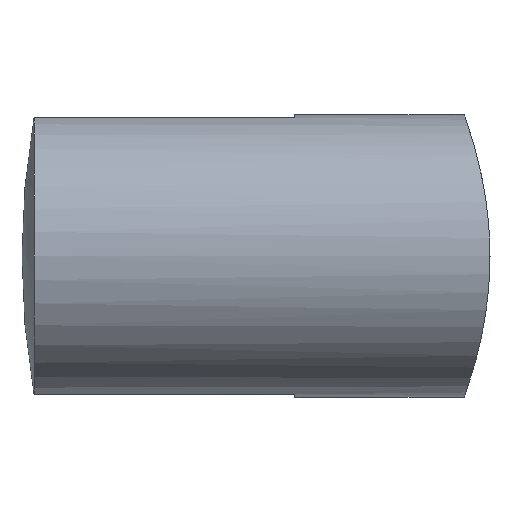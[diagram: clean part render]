
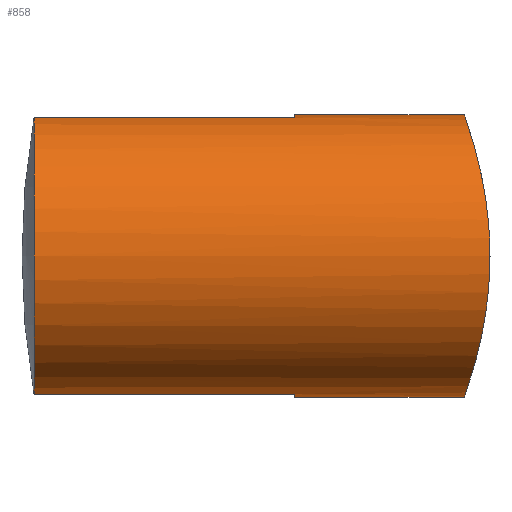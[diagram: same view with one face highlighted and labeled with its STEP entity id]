
A CAD part, left-side view. The second image highlights one B-rep face of the part: STEP entity #858.
In plain terms, the highlighted cylindrical face has radius 15 mm (diameter 30 mm), a full revolution.
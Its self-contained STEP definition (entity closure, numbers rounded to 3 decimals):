
#68=B_SPLINE_CURVE_WITH_KNOTS('',3,(#1466,#1467,#1468,#1469,#1470,#1471,
#1472,#1473,#1474,#1475,#1476,#1477,#1478,#1479,#1480,#1481,#1482,#1483,
#1484,#1485,#1486,#1487,#1488,#1489,#1490,#1491,#1492),.UNSPECIFIED.,.F.,
 .F.,(4,2,2,2,2,2,3,2,2,2,2,2,4),(6.845,7.13,7.415,
7.985,8.556,8.841,9.127,9.412,
9.697,10.268,10.838,11.123,11.408),
 .UNSPECIFIED.);
#69=B_SPLINE_CURVE_WITH_KNOTS('',3,(#1494,#1495,#1496,#1497,#1498,#1499,
#1500,#1501,#1502,#1503,#1504,#1505,#1506,#1507),.UNSPECIFIED.,.F.,.F.,
(4,2,2,2,2,2,4),(4.563,4.849,5.134,5.704,
6.275,6.56,6.845),.UNSPECIFIED.);
#70=B_SPLINE_CURVE_WITH_KNOTS('',3,(#1508,#1509,#1510,#1511,#1512,#1513,
#1514,#1515,#1516,#1517,#1518,#1519,#1520,#1521),.UNSPECIFIED.,.F.,.F.,
(4,2,2,2,2,2,4),(2.282,2.567,2.852,3.422,
3.993,4.278,4.563),.UNSPECIFIED.);
#80=CYLINDRICAL_SURFACE('',#1003,15.);
#117=FACE_OUTER_BOUND('',#176,.T.);
#176=EDGE_LOOP('',(#712,#713,#714,#715,#716,#717,#718,#719,#720,#721));
#209=CIRCLE('',#988,15.);
#210=CIRCLE('',#991,15.);
#211=CIRCLE('',#992,15.);
#252=LINE('',#1451,#322);
#256=LINE('',#1459,#326);
#278=LINE('',#1571,#348);
#322=VECTOR('',#1137,10.);
#326=VECTOR('',#1141,10.);
#348=VECTOR('',#1199,15.);
#397=VERTEX_POINT('',#1449);
#398=VERTEX_POINT('',#1450);
#401=VERTEX_POINT('',#1456);
#402=VERTEX_POINT('',#1458);
#403=VERTEX_POINT('',#1464);
#404=VERTEX_POINT('',#1465);
#405=VERTEX_POINT('',#1493);
#406=VERTEX_POINT('',#1523);
#490=EDGE_CURVE('',#397,#398,#252,.T.);
#494=EDGE_CURVE('',#402,#401,#256,.T.);
#496=EDGE_CURVE('',#398,#402,#209,.T.);
#497=EDGE_CURVE('',#403,#404,#68,.T.);
#498=EDGE_CURVE('',#405,#403,#69,.T.);
#499=EDGE_CURVE('',#404,#405,#70,.T.);
#500=EDGE_CURVE('',#401,#406,#210,.T.);
#505=EDGE_CURVE('',#406,#397,#211,.T.);
#524=EDGE_CURVE('',#406,#405,#278,.T.);
#712=ORIENTED_EDGE('',*,*,#500,.T.);
#713=ORIENTED_EDGE('',*,*,#524,.T.);
#714=ORIENTED_EDGE('',*,*,#498,.T.);
#715=ORIENTED_EDGE('',*,*,#497,.T.);
#716=ORIENTED_EDGE('',*,*,#499,.T.);
#717=ORIENTED_EDGE('',*,*,#524,.F.);
#718=ORIENTED_EDGE('',*,*,#505,.T.);
#719=ORIENTED_EDGE('',*,*,#490,.T.);
#720=ORIENTED_EDGE('',*,*,#496,.T.);
#721=ORIENTED_EDGE('',*,*,#494,.T.);
#858=ADVANCED_FACE('',(#117),#80,.T.);
#988=AXIS2_PLACEMENT_3D('',#1462,#1146,#1147);
#991=AXIS2_PLACEMENT_3D('',#1524,#1152,#1153);
#992=AXIS2_PLACEMENT_3D('',#1532,#1158,#1159);
#1003=AXIS2_PLACEMENT_3D('',#1570,#1197,#1198);
#1137=DIRECTION('',(0.,1.,0.));
#1141=DIRECTION('',(0.,-1.,0.));
#1146=DIRECTION('center_axis',(0.,-1.,0.));
#1147=DIRECTION('ref_axis',(-1.,0.,0.));
#1152=DIRECTION('center_axis',(0.,-1.,0.));
#1153=DIRECTION('ref_axis',(-1.,0.,0.));
#1158=DIRECTION('center_axis',(0.,-1.,0.));
#1159=DIRECTION('ref_axis',(-1.,0.,0.));
#1197=DIRECTION('center_axis',(0.,1.,0.));
#1198=DIRECTION('ref_axis',(-1.,0.,0.));
#1199=DIRECTION('',(0.,-1.,0.));
#1449=CARTESIAN_POINT('',(-3.,18.,14.697));
#1450=CARTESIAN_POINT('',(-3.,45.666,14.697));
#1451=CARTESIAN_POINT('',(-3.,0.,14.697));
#1456=CARTESIAN_POINT('',(-3.,18.,-14.697));
#1458=CARTESIAN_POINT('',(-3.,45.666,-14.697));
#1459=CARTESIAN_POINT('',(-3.,0.,-14.697));
#1462=CARTESIAN_POINT('Origin',(0.,45.666,0.));
#1464=CARTESIAN_POINT('',(0.,0.,-15.));
#1465=CARTESIAN_POINT('',(0.,0.,15.));
#1466=CARTESIAN_POINT('Ctrl Pts',(0.,0.,
-15.));
#1467=CARTESIAN_POINT('Ctrl Pts',(-0.95,0.,
-15.));
#1468=CARTESIAN_POINT('Ctrl Pts',(-1.931,-0.033,
-14.908));
#1469=CARTESIAN_POINT('Ctrl Pts',(-3.876,-0.166,
-14.525));
#1470=CARTESIAN_POINT('Ctrl Pts',(-4.84,-0.267,-14.233));
#1471=CARTESIAN_POINT('Ctrl Pts',(-7.609,-0.647,
-13.081));
#1472=CARTESIAN_POINT('Ctrl Pts',(-9.284,-1.006,-11.929));
#1473=CARTESIAN_POINT('Ctrl Pts',(-11.93,-1.69,-9.284));
#1474=CARTESIAN_POINT('Ctrl Pts',(-13.081,-2.06,-7.608));
#1475=CARTESIAN_POINT('Ctrl Pts',(-14.233,-2.458,-4.841));
#1476=CARTESIAN_POINT('Ctrl Pts',(-14.524,-2.565,-3.876));
#1477=CARTESIAN_POINT('Ctrl Pts',(-14.908,-2.707,-1.931));
#1478=CARTESIAN_POINT('Ctrl Pts',(-15.,-2.742,-0.951));
#1479=CARTESIAN_POINT('Ctrl Pts',(-15.,-2.742,0.));
#1480=CARTESIAN_POINT('Ctrl Pts',(-15.,-2.742,0.951));
#1481=CARTESIAN_POINT('Ctrl Pts',(-14.908,-2.707,1.931));
#1482=CARTESIAN_POINT('Ctrl Pts',(-14.524,-2.565,3.876));
#1483=CARTESIAN_POINT('Ctrl Pts',(-14.233,-2.458,4.841));
#1484=CARTESIAN_POINT('Ctrl Pts',(-13.081,-2.06,7.608));
#1485=CARTESIAN_POINT('Ctrl Pts',(-11.93,-1.69,9.284));
#1486=CARTESIAN_POINT('Ctrl Pts',(-9.284,-1.006,11.929));
#1487=CARTESIAN_POINT('Ctrl Pts',(-7.609,-0.647,
13.081));
#1488=CARTESIAN_POINT('Ctrl Pts',(-4.84,-0.267,14.233));
#1489=CARTESIAN_POINT('Ctrl Pts',(-3.876,-0.166,
14.525));
#1490=CARTESIAN_POINT('Ctrl Pts',(-1.931,-0.033,
14.908));
#1491=CARTESIAN_POINT('Ctrl Pts',(-0.95,0.,
15.));
#1492=CARTESIAN_POINT('Ctrl Pts',(0.,0.,
15.));
#1493=CARTESIAN_POINT('',(15.,-2.742,0.));
#1494=CARTESIAN_POINT('Ctrl Pts',(15.,-2.742,0.));
#1495=CARTESIAN_POINT('Ctrl Pts',(15.,-2.742,-0.951));
#1496=CARTESIAN_POINT('Ctrl Pts',(14.908,-2.707,-1.931));
#1497=CARTESIAN_POINT('Ctrl Pts',(14.524,-2.565,-3.876));
#1498=CARTESIAN_POINT('Ctrl Pts',(14.233,-2.458,-4.841));
#1499=CARTESIAN_POINT('Ctrl Pts',(13.081,-2.06,-7.608));
#1500=CARTESIAN_POINT('Ctrl Pts',(11.93,-1.69,-9.284));
#1501=CARTESIAN_POINT('Ctrl Pts',(9.284,-1.006,-11.929));
#1502=CARTESIAN_POINT('Ctrl Pts',(7.609,-0.647,-13.081));
#1503=CARTESIAN_POINT('Ctrl Pts',(4.84,-0.267,-14.233));
#1504=CARTESIAN_POINT('Ctrl Pts',(3.876,-0.166,-14.525));
#1505=CARTESIAN_POINT('Ctrl Pts',(1.931,-0.033,
-14.908));
#1506=CARTESIAN_POINT('Ctrl Pts',(0.95,0.,
-15.));
#1507=CARTESIAN_POINT('Ctrl Pts',(0.,0.,
-15.));
#1508=CARTESIAN_POINT('Ctrl Pts',(0.,0.,
15.));
#1509=CARTESIAN_POINT('Ctrl Pts',(0.95,0.,
15.));
#1510=CARTESIAN_POINT('Ctrl Pts',(1.931,-0.033,
14.908));
#1511=CARTESIAN_POINT('Ctrl Pts',(3.876,-0.166,14.525));
#1512=CARTESIAN_POINT('Ctrl Pts',(4.84,-0.267,14.233));
#1513=CARTESIAN_POINT('Ctrl Pts',(7.609,-0.647,13.081));
#1514=CARTESIAN_POINT('Ctrl Pts',(9.284,-1.006,11.929));
#1515=CARTESIAN_POINT('Ctrl Pts',(11.93,-1.69,9.284));
#1516=CARTESIAN_POINT('Ctrl Pts',(13.081,-2.06,7.608));
#1517=CARTESIAN_POINT('Ctrl Pts',(14.233,-2.458,4.841));
#1518=CARTESIAN_POINT('Ctrl Pts',(14.524,-2.565,3.876));
#1519=CARTESIAN_POINT('Ctrl Pts',(14.908,-2.707,1.931));
#1520=CARTESIAN_POINT('Ctrl Pts',(15.,-2.742,0.951));
#1521=CARTESIAN_POINT('Ctrl Pts',(15.,-2.742,0.));
#1523=CARTESIAN_POINT('',(15.,18.,0.));
#1524=CARTESIAN_POINT('Origin',(0.,18.,0.));
#1532=CARTESIAN_POINT('Origin',(0.,18.,0.));
#1570=CARTESIAN_POINT('Origin',(0.,0.,0.));
#1571=CARTESIAN_POINT('',(15.,0.,0.));
